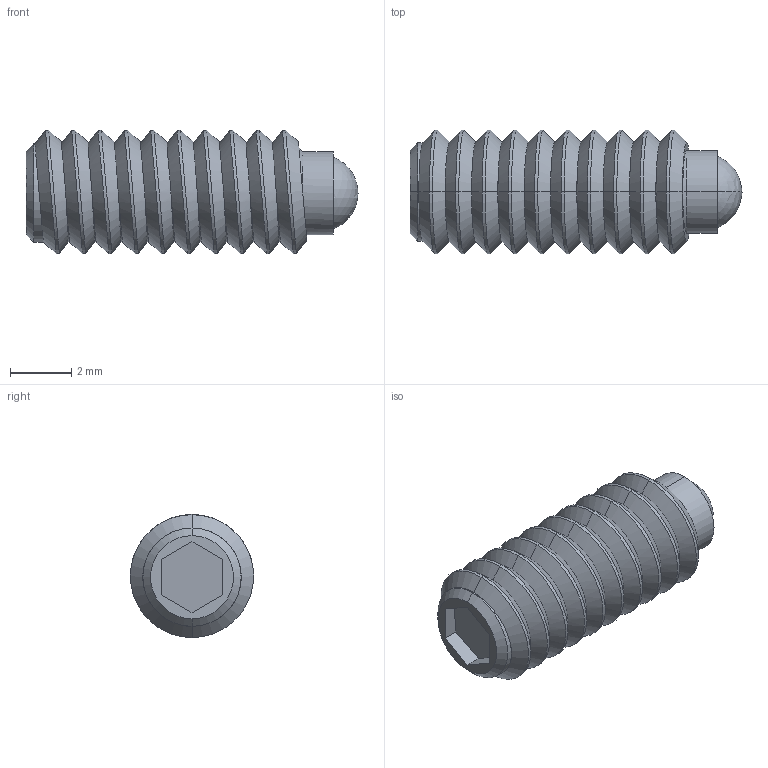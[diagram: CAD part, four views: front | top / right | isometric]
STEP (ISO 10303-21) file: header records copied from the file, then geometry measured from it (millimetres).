
FILE_DESCRIPTION(('STEP AP214'),'1');
FILE_NAME('cctmp_F5A5E1F2-E48D-4B92-ADB7-BD0679879700_2025_06_11_23_32_03_0583_538324..stp','2025-06-11T21:32:03',('Adolf Würth GmbH & Co. KG'),('CADClick - www.CADClick.com'),'Spatial InterOp 3D',' ','unknown authorization');
FILE_SCHEMA(('AUTOMOTIVE_DESIGN'));
Length unit declared in the file: millimetre
Products named in the file (3): Wuerth_5099201004_Federndes Druckstück, Kugel, Edelstahl_LOD_High_1; Wuerth_5099201004_Federndes Druckstück, Kugel, Edelstahl_LOD_High_2; Wuerth_5099201004_Federndes Druckstück, Kugel, Edelstahl_LOD_High
Assembly tree (2 placements, depth 3):
  Wuerth_5099201004_Federndes Druckstück, Kugel, Edelstahl_LOD_High
    Wuerth_5099201004_Federndes Druckstück, Kugel, Edelstahl_LOD_High_1
      Wuerth_5099201004_Federndes Druckstück, Kugel, Edelstahl_LOD_High_2
Bounding box: 10.8 x 4.02 x 4.01 mm (x, y, z)
Volume: 99.6 mm3; surface area: 186.8 mm2
Topology: 1 solids, 2 shells, 134 faces, 301 edges, 165 vertices
Faces by surface type: cylinder 46, cone 44, plane 40, sphere 4
Entity records: 5036 total; most frequent: CARTESIAN_POINT 866, DIRECTION 728, ORIENTED_EDGE 590, AXIS2_PLACEMENT_3D 315, EDGE_CURVE 293, VERTEX_POINT 165, EDGE_LOOP 138, STYLED_ITEM 135
